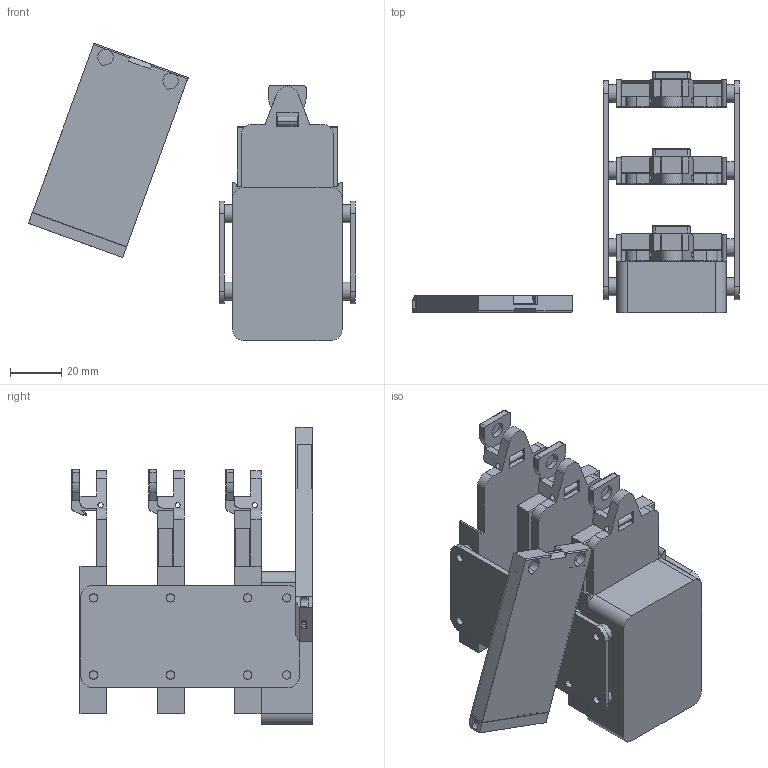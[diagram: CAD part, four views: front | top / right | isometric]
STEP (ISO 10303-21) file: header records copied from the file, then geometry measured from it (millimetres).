
FILE_DESCRIPTION(/* description */ (''),/* implementation_level */ '2;1');
FILE_NAME(/* name */ 'Removable batteries system v22.step',/* time_stamp */ '2025-07-30T11:26:20-04:00',/* author */ (''),/* organization */ (''),/* preprocessor_version */ 'ST-DEVELOPER v20.1',/* originating_system */ 'Autodesk Translation Framework v14.10.0.0',/* authorisation */ '');
FILE_SCHEMA (('AUTOMOTIVE_DESIGN { 1 0 10303 214 3 1 1 }'));
Length unit declared in the file: millimetre
Products named in the file (18): Removable batteries system; Charger base; 1s_Battery_charger 1; TSSOP-24_4.4x7.8mm_P0.65mm; JST_XH_B4B-XH-A_1x04_P2.50mm_Vertical; USB_C_Receptacle_GCT_USB4125-xx-x_6P_TopMnt_Horizontal; JST_XH_B3B-XH-A_1x03_P2.50mm_Vertical; 1s_Battery_charger_PCB; Texas_RTW_WQFN-24-1EP_4x4mm_P0.5mm_EP2.7x2.7mm; R_1206_3216Metric; JST_XH_B2B-XH-A_1x02_P2.50mm_Vertical; C_0805_2012Metric; R_0603_1608Metric; R_0805_2012Metric; Charger module; Side panel; Battery shell; Battery cap
Assembly tree (62 placements, depth 4):
  Removable batteries system
    Charger module  x3
    Battery shell  x3
    Battery cap  x3
    Side panel  x2
    Charger base
      1s_Battery_charger 1
        JST_XH_B2B-XH-A_1x02_P2.50mm_Vertical  x3
        C_0805_2012Metric  x21
        R_1206_3216Metric  x8
        R_0805_2012Metric  x7
        TSSOP-24_4.4x7.8mm_P0.65mm
        JST_XH_B4B-XH-A_1x04_P2.50mm_Vertical
        Texas_RTW_WQFN-24-1EP_4x4mm_P0.5mm_EP2.7x2.7mm  x3
        R_0603_1608Metric  x2
        USB_C_Receptacle_GCT_USB4125-xx-x_6P_TopMnt_Horizontal
        JST_XH_B3B-XH-A_1x03_P2.50mm_Vertical
        1s_Battery_charger_PCB
Bounding box: 127.24 x 93.81 x 115.68 mm (x, y, z)
Volume: 90803.6 mm3; surface area: 112312.9 mm2
Topology: 79 solids, 79 shells, 3674 faces, 9623 edges, 6225 vertices
Faces by surface type: plane 2684, cylinder 966, torus 6, bspline 6, sphere 6, cone 6
Full cylindrical faces by diameter (mm): 0.2 x27, 0.5 x3, 0.8 x2, 0.95 x7, 1 x6, 2 x18, 2.2 x3, 3.2 x20, 4.5 x16, 6 x12, 7 x16
Entity records: 59692 total; most frequent: CARTESIAN_POINT 10036, ORIENTED_EDGE 9838, DIRECTION 9728, EDGE_CURVE 4919, LINE 4034, VECTOR 4034, VERTEX_POINT 3137, AXIS2_PLACEMENT_3D 2847
